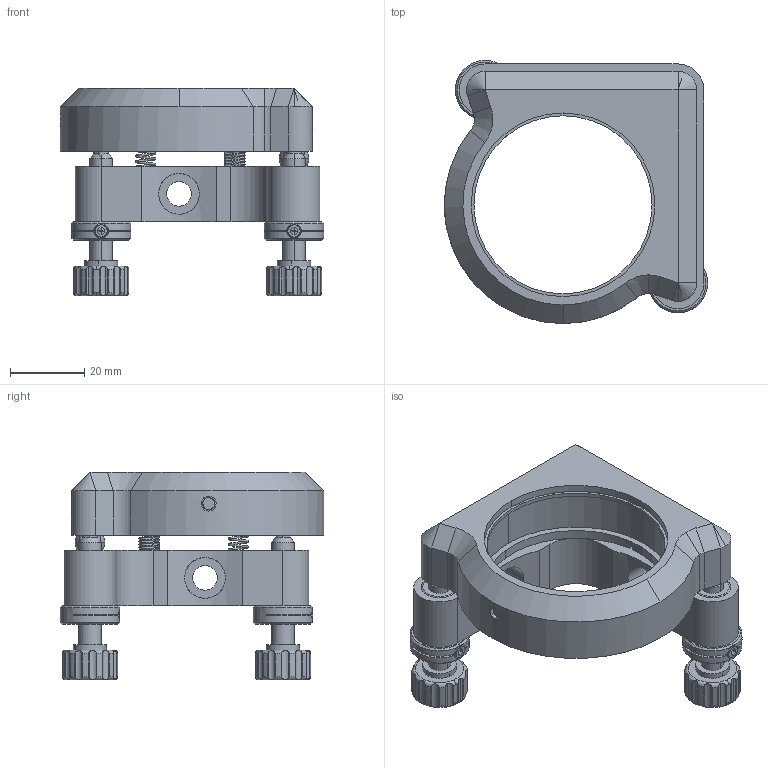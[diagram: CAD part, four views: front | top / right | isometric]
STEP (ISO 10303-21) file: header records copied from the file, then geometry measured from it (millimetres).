
FILE_DESCRIPTION (( 'STEP AP203' ), '1' );
FILE_NAME ('04IMT-2(M).STEP', '2023-04-26T03:16:43', ( '' ), ( '' ), 'SwSTEP 2.0', 'SolidWorks 2022', '' );
FILE_SCHEMA (( 'CONFIG_CONTROL_DESIGN' ));
Length unit declared in the file: millimetre
Products named in the file (1): 04IMT-2(M)
Bounding box: 71 x 71 x 56 mm (x, y, z)
Surface area: 28818.1 mm2 (no closed solid volume)
Topology: 0 solids, 33 shells, 397 faces, 1163 edges, 786 vertices
Faces by surface type: cylinder 223, plane 115, cone 31, bspline 14, torus 8, sphere 6
Entity records: 24565 total; most frequent: CARTESIAN_POINT 14229, DIRECTION 2099, ORIENTED_EDGE 2079, EDGE_CURVE 1144, AXIS2_PLACEMENT_3D 801, VERTEX_POINT 777, LINE 497, VECTOR 497
